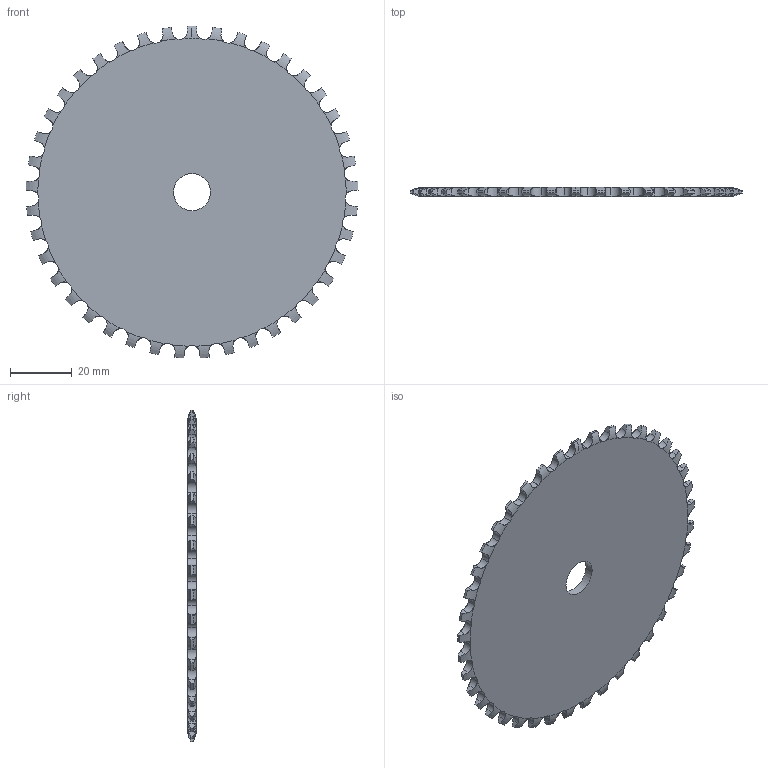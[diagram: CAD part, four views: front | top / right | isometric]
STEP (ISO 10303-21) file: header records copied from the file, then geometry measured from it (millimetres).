
FILE_DESCRIPTION(('FreeCAD Model'),'2;1');
FILE_NAME('Open CASCADE Shape Model','2022-01-16T09:47:02',('FreeCAD'),( 'FreeCAD'),'Open CASCADE STEP processor 7.4','FreeCAD','Unknown');
FILE_SCHEMA(('AUTOMOTIVE_DESIGN { 1 0 10303 214 1 1 1 1 }'));
Length unit declared in the file: millimetre
Products named in the file (1): Open CASCADE STEP translator 7.4 34
Bounding box: 107.79 x 2.8 x 107.73 mm (x, y, z)
Volume: 22837.8 mm3; surface area: 17832.3 mm2
Topology: 1 solids, 1 shells, 374 faces, 1116 edges, 744 vertices
Faces by surface type: cylinder 206, plane 84, revolution 84
Full cylindrical faces by diameter (mm): 12 x1
Entity records: 38696 total; most frequent: CARTESIAN_POINT 18099, DIRECTION 3408, ORIENTED_EDGE 2232, PCURVE 2232, DEFINITIONAL_REPRESENTATION 2232, LINE 1778, VECTOR 1778, EDGE_CURVE 1116
